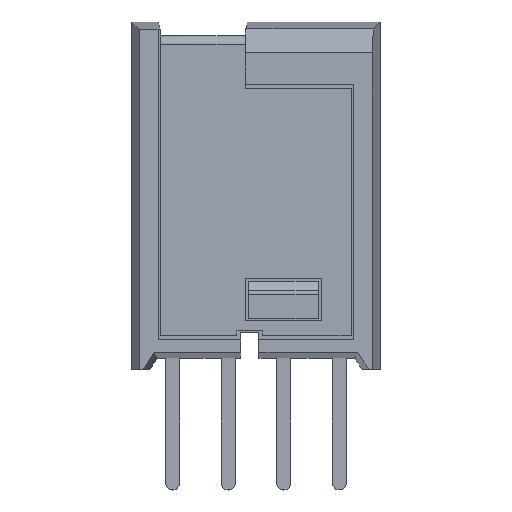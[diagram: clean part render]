
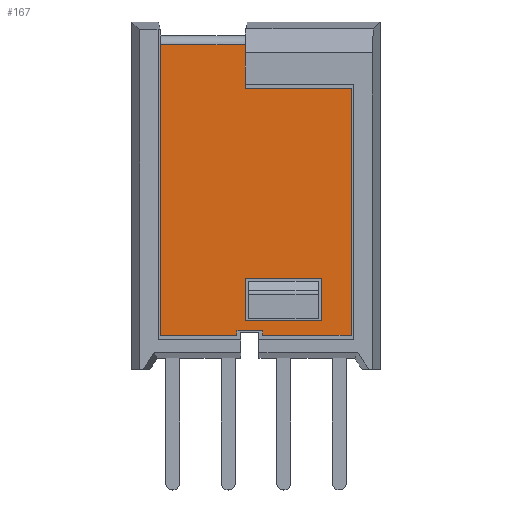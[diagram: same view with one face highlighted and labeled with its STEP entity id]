
A CAD part, top view. The second image highlights one B-rep face of the part: STEP entity #167.
In plain terms, the highlighted planar face has unit normal (0, 0, 1).
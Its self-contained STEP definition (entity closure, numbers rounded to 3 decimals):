
#42=FACE_BOUND('',#491,.T.);
#43=FACE_BOUND('',#492,.T.);
#167=ADVANCED_FACE('',(#42,#43),#275,.F.);
#275=PLANE('',#2398);
#491=EDGE_LOOP('',(#938,#939,#940,#941));
#492=EDGE_LOOP('',(#942,#943,#944,#945,#946,#947,#948,#949,#950,#951,#952,
#953));
#938=ORIENTED_EDGE('',*,*,#1636,.F.);
#939=ORIENTED_EDGE('',*,*,#1637,.F.);
#940=ORIENTED_EDGE('',*,*,#1638,.F.);
#941=ORIENTED_EDGE('',*,*,#1639,.F.);
#942=ORIENTED_EDGE('',*,*,#1640,.F.);
#943=ORIENTED_EDGE('',*,*,#1641,.F.);
#944=ORIENTED_EDGE('',*,*,#1642,.F.);
#945=ORIENTED_EDGE('',*,*,#1630,.F.);
#946=ORIENTED_EDGE('',*,*,#1643,.F.);
#947=ORIENTED_EDGE('',*,*,#1644,.F.);
#948=ORIENTED_EDGE('',*,*,#1645,.F.);
#949=ORIENTED_EDGE('',*,*,#1618,.F.);
#950=ORIENTED_EDGE('',*,*,#1646,.F.);
#951=ORIENTED_EDGE('',*,*,#1647,.T.);
#952=ORIENTED_EDGE('',*,*,#1648,.F.);
#953=ORIENTED_EDGE('',*,*,#1649,.F.);
#1326=VERTEX_POINT('',#3357);
#1333=VERTEX_POINT('',#3386);
#1341=VERTEX_POINT('',#3423);
#1343=VERTEX_POINT('',#3434);
#1348=VERTEX_POINT('',#3454);
#1349=VERTEX_POINT('',#3455);
#1350=VERTEX_POINT('',#3457);
#1351=VERTEX_POINT('',#3459);
#1352=VERTEX_POINT('',#3462);
#1353=VERTEX_POINT('',#3463);
#1354=VERTEX_POINT('',#3465);
#1355=VERTEX_POINT('',#3468);
#1356=VERTEX_POINT('',#3470);
#1357=VERTEX_POINT('',#3473);
#1358=VERTEX_POINT('',#3475);
#1359=VERTEX_POINT('',#3477);
#1618=EDGE_CURVE('',#1333,#1326,#1938,.T.);
#1630=EDGE_CURVE('',#1343,#1341,#1944,.T.);
#1636=EDGE_CURVE('',#1348,#1349,#1948,.T.);
#1637=EDGE_CURVE('',#1350,#1348,#1949,.T.);
#1638=EDGE_CURVE('',#1351,#1350,#1950,.T.);
#1639=EDGE_CURVE('',#1349,#1351,#1951,.T.);
#1640=EDGE_CURVE('',#1352,#1353,#1952,.T.);
#1641=EDGE_CURVE('',#1354,#1352,#1953,.T.);
#1642=EDGE_CURVE('',#1341,#1354,#1954,.T.);
#1643=EDGE_CURVE('',#1355,#1343,#1955,.T.);
#1644=EDGE_CURVE('',#1356,#1355,#1956,.T.);
#1645=EDGE_CURVE('',#1326,#1356,#1957,.T.);
#1646=EDGE_CURVE('',#1357,#1333,#1958,.T.);
#1647=EDGE_CURVE('',#1357,#1358,#1959,.T.);
#1648=EDGE_CURVE('',#1359,#1358,#1960,.T.);
#1649=EDGE_CURVE('',#1353,#1359,#1961,.T.);
#1938=LINE('',#3405,#2224);
#1944=LINE('',#3435,#2230);
#1948=LINE('',#3453,#2234);
#1949=LINE('',#3456,#2235);
#1950=LINE('',#3458,#2236);
#1951=LINE('',#3460,#2237);
#1952=LINE('',#3461,#2238);
#1953=LINE('',#3464,#2239);
#1954=LINE('',#3466,#2240);
#1955=LINE('',#3467,#2241);
#1956=LINE('',#3469,#2242);
#1957=LINE('',#3471,#2243);
#1958=LINE('',#3472,#2244);
#1959=LINE('',#3474,#2245);
#1960=LINE('',#3476,#2246);
#1961=LINE('',#3478,#2247);
#2224=VECTOR('',#2783,1.);
#2230=VECTOR('',#2805,1.);
#2234=VECTOR('',#2813,1.);
#2235=VECTOR('',#2814,1.);
#2236=VECTOR('',#2815,1.);
#2237=VECTOR('',#2816,1.);
#2238=VECTOR('',#2817,1.);
#2239=VECTOR('',#2818,1.);
#2240=VECTOR('',#2819,1.);
#2241=VECTOR('',#2820,1.);
#2242=VECTOR('',#2821,1.);
#2243=VECTOR('',#2822,1.);
#2244=VECTOR('',#2823,1.);
#2245=VECTOR('',#2824,1.);
#2246=VECTOR('',#2825,1.);
#2247=VECTOR('',#2826,1.);
#2398=AXIS2_PLACEMENT_3D('',#3479,#2827,#2828);
#2783=DIRECTION('',(0.,-1.,0.));
#2805=DIRECTION('',(-1.,0.,0.));
#2813=DIRECTION('',(1.,0.,0.));
#2814=DIRECTION('',(0.,-1.,0.));
#2815=DIRECTION('',(-1.,0.,0.));
#2816=DIRECTION('',(0.,1.,0.));
#2817=DIRECTION('',(0.,-1.,0.));
#2818=DIRECTION('',(-1.,0.,0.));
#2819=DIRECTION('',(0.,1.,0.));
#2820=DIRECTION('',(0.,-1.,0.));
#2821=DIRECTION('',(1.,0.,0.));
#2822=DIRECTION('',(0.,-1.,0.));
#2823=DIRECTION('',(0.,-1.,0.));
#2824=DIRECTION('',(-1.,0.,0.));
#2825=DIRECTION('',(0.,1.,0.));
#2826=DIRECTION('',(-1.,0.,0.));
#2827=DIRECTION('',(0.,0.,-1.));
#2828=DIRECTION('',(0.,1.,0.));
#3357=CARTESIAN_POINT('',(5.2,12.9,1.87));
#3386=CARTESIAN_POINT('',(5.2,13.85,1.87));
#3405=CARTESIAN_POINT('',(5.2,15.775,1.87));
#3423=CARTESIAN_POINT('',(5.68,6.025,1.87));
#3434=CARTESIAN_POINT('',(8.1,6.025,1.87));
#3435=CARTESIAN_POINT('',(8.1,6.025,1.87));
#3453=CARTESIAN_POINT('',(7.3,6.425,1.87));
#3454=CARTESIAN_POINT('',(5.2,6.425,1.87));
#3455=CARTESIAN_POINT('',(7.3,6.425,1.87));
#3456=CARTESIAN_POINT('',(5.2,6.425,1.87));
#3457=CARTESIAN_POINT('',(5.2,7.575,1.87));
#3458=CARTESIAN_POINT('',(5.2,7.575,1.87));
#3459=CARTESIAN_POINT('',(7.3,7.575,1.87));
#3460=CARTESIAN_POINT('',(7.3,7.575,1.87));
#3461=CARTESIAN_POINT('',(4.98,6.155,1.87));
#3462=CARTESIAN_POINT('',(4.98,6.155,1.87));
#3463=CARTESIAN_POINT('',(4.98,6.025,1.87));
#3464=CARTESIAN_POINT('',(5.68,6.155,1.87));
#3465=CARTESIAN_POINT('',(5.68,6.155,1.87));
#3466=CARTESIAN_POINT('',(5.68,6.025,1.87));
#3467=CARTESIAN_POINT('',(8.1,12.775,1.87));
#3468=CARTESIAN_POINT('',(8.1,12.775,1.87));
#3469=CARTESIAN_POINT('',(5.7,12.775,1.87));
#3470=CARTESIAN_POINT('',(5.2,12.775,1.87));
#3471=CARTESIAN_POINT('',(5.2,15.775,1.87));
#3472=CARTESIAN_POINT('',(5.2,15.775,1.87));
#3473=CARTESIAN_POINT('',(5.2,13.97,1.87));
#3474=CARTESIAN_POINT('',(2.9,13.97,1.87));
#3475=CARTESIAN_POINT('',(2.9,13.97,1.87));
#3476=CARTESIAN_POINT('',(2.9,15.775,1.87));
#3477=CARTESIAN_POINT('',(2.9,6.025,1.87));
#3478=CARTESIAN_POINT('',(8.1,6.025,1.87));
#3479=CARTESIAN_POINT('',(2.9,6.025,1.87));
